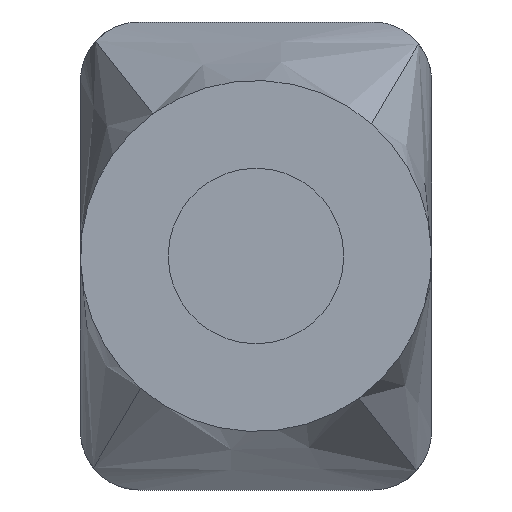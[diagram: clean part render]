
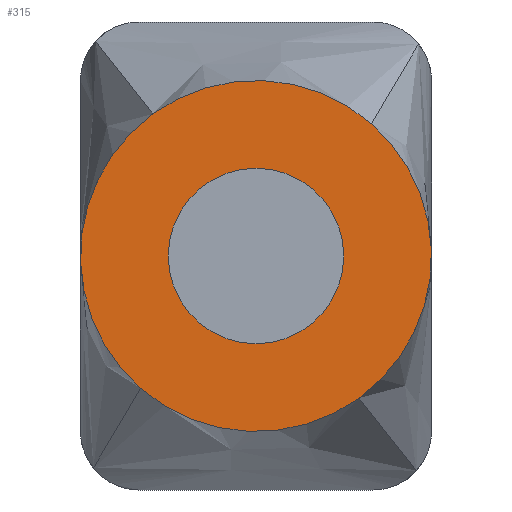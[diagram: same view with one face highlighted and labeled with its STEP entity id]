
A CAD part, front view. The second image highlights one B-rep face of the part: STEP entity #315.
In plain terms, the highlighted planar face has unit normal (0, -1, 0).
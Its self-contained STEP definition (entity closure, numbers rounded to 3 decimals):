
#16=FACE_BOUND('',#72,.T.);
#21=PLANE('',#352);
#24=CIRCLE('',#334,15.);
#27=CIRCLE('',#341,15.);
#28=CIRCLE('',#342,15.);
#30=CIRCLE('',#346,15.);
#31=CIRCLE('',#349,7.5);
#52=FACE_OUTER_BOUND('',#71,.T.);
#71=EDGE_LOOP('',(#279,#280,#281,#282));
#72=EDGE_LOOP('',(#283));
#139=VERTEX_POINT('',#509);
#140=VERTEX_POINT('',#511);
#151=VERTEX_POINT('',#607);
#152=VERTEX_POINT('',#609);
#159=VERTEX_POINT('',#721);
#170=EDGE_CURVE('',#139,#140,#24,.T.);
#187=EDGE_CURVE('',#151,#152,#27,.T.);
#190=EDGE_CURVE('',#140,#151,#28,.T.);
#199=EDGE_CURVE('',#152,#139,#30,.T.);
#201=EDGE_CURVE('',#159,#159,#31,.T.);
#279=ORIENTED_EDGE('',*,*,#170,.F.);
#280=ORIENTED_EDGE('',*,*,#199,.F.);
#281=ORIENTED_EDGE('',*,*,#187,.F.);
#282=ORIENTED_EDGE('',*,*,#190,.F.);
#283=ORIENTED_EDGE('',*,*,#201,.T.);
#315=ADVANCED_FACE('',(#52,#16),#21,.F.);
#334=AXIS2_PLACEMENT_3D('',#512,#365,#366);
#341=AXIS2_PLACEMENT_3D('',#610,#388,#389);
#342=AXIS2_PLACEMENT_3D('',#651,#391,#392);
#346=AXIS2_PLACEMENT_3D('',#708,#405,#406);
#349=AXIS2_PLACEMENT_3D('',#722,#411,#412);
#352=AXIS2_PLACEMENT_3D('',#727,#418,#419);
#365=DIRECTION('center_axis',(0.,1.,0.));
#366=DIRECTION('ref_axis',(-1.,0.,0.));
#388=DIRECTION('center_axis',(0.,1.,0.));
#389=DIRECTION('ref_axis',(-1.,0.,0.));
#391=DIRECTION('center_axis',(0.,1.,0.));
#392=DIRECTION('ref_axis',(-1.,0.,0.));
#405=DIRECTION('center_axis',(0.,1.,0.));
#406=DIRECTION('ref_axis',(-1.,0.,0.));
#411=DIRECTION('center_axis',(0.,1.,0.));
#412=DIRECTION('ref_axis',(1.,0.,0.));
#418=DIRECTION('center_axis',(0.,1.,0.));
#419=DIRECTION('ref_axis',(0.,0.,1.));
#509=CARTESIAN_POINT('',(-101.183,-110.,-12.135));
#511=CARTESIAN_POINT('',(-119.869,-110.,-11.296));
#512=CARTESIAN_POINT('Origin',(-110.,-110.,0.));
#607=CARTESIAN_POINT('',(-118.817,-110.,12.135));
#609=CARTESIAN_POINT('',(-100.131,-110.,11.296));
#610=CARTESIAN_POINT('Origin',(-110.,-110.,0.));
#651=CARTESIAN_POINT('Origin',(-110.,-110.,0.));
#708=CARTESIAN_POINT('Origin',(-110.,-110.,0.));
#721=CARTESIAN_POINT('',(-117.5,-110.,0.));
#722=CARTESIAN_POINT('Origin',(-110.,-110.,0.));
#727=CARTESIAN_POINT('Origin',(-110.,-110.,0.));
